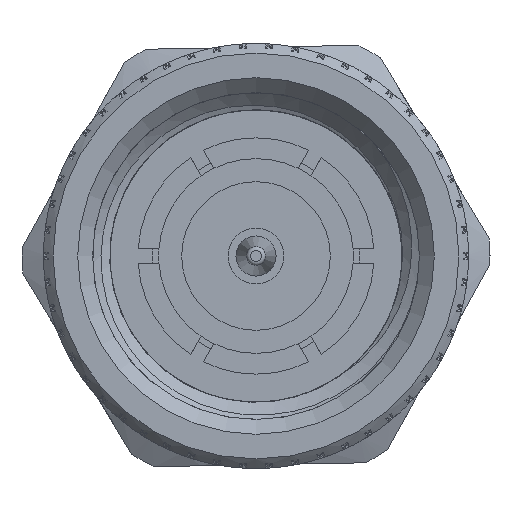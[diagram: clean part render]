
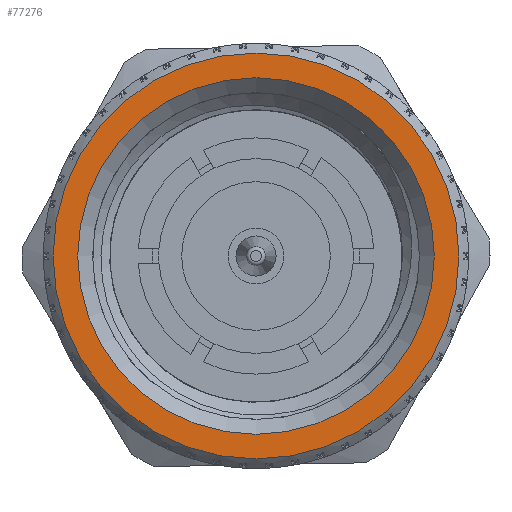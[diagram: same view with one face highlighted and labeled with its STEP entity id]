
A CAD part, left-side view. The second image highlights one B-rep face of the part: STEP entity #77276.
In plain terms, the highlighted planar face has unit normal (-1, 0, 0).
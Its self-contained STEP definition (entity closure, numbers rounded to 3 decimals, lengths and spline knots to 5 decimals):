
#5600 = EDGE_CURVE ( 'NONE', #47799, #47799, #24752, .T. ) ;
#6539 = VERTEX_POINT ( 'NONE', #26633 ) ;
#7747 = AXIS2_PLACEMENT_3D ( 'NONE', #25022, #51804, #24718 ) ;
#11987 = PLANE ( 'NONE',  #14121 ) ;
#12756 = CIRCLE ( 'NONE', #7747, 0.27314 ) ;
#14121 = AXIS2_PLACEMENT_3D ( 'NONE', #27758, #27477, #46545 ) ;
#24718 = DIRECTION ( 'NONE',  ( 0., 0., -1. ) ) ;
#24752 = CIRCLE ( 'NONE', #42771, 0.24 ) ;
#25022 = CARTESIAN_POINT ( 'NONE',  ( 0., 0., 0. ) ) ;
#26633 = CARTESIAN_POINT ( 'NONE',  ( 0., 0., -0.27314 ) ) ;
#27477 = DIRECTION ( 'NONE',  ( -1., 0., 0. ) ) ;
#27758 = CARTESIAN_POINT ( 'NONE',  ( 0., 0., 0. ) ) ;
#35505 = DIRECTION ( 'NONE',  ( 0., 1., 0. ) ) ;
#38689 = EDGE_LOOP ( 'NONE', ( #49449 ) ) ;
#39441 = EDGE_CURVE ( 'NONE', #6539, #6539, #12756, .T. ) ;
#41182 = FACE_OUTER_BOUND ( 'NONE', #44131, .T. ) ;
#42771 = AXIS2_PLACEMENT_3D ( 'NONE', #55877, #67926, #35505 ) ;
#44131 = EDGE_LOOP ( 'NONE', ( #56570 ) ) ;
#46545 = DIRECTION ( 'NONE',  ( 0., 0., 1. ) ) ;
#47799 = VERTEX_POINT ( 'NONE', #79270 ) ;
#49449 = ORIENTED_EDGE ( 'NONE', *, *, #5600, .T. ) ;
#51804 = DIRECTION ( 'NONE',  ( 1., 0., 0. ) ) ;
#55877 = CARTESIAN_POINT ( 'NONE',  ( 0., 0., 0. ) ) ;
#56570 = ORIENTED_EDGE ( 'NONE', *, *, #39441, .F. ) ;
#67926 = DIRECTION ( 'NONE',  ( 1., 0., 0. ) ) ;
#76139 = FACE_BOUND ( 'NONE', #38689, .T. ) ;
#77276 = ADVANCED_FACE ( 'NONE', ( #41182, #76139 ), #11987, .T. ) ;
#79270 = CARTESIAN_POINT ( 'NONE',  ( 0., 0.24, 0. ) ) ;
